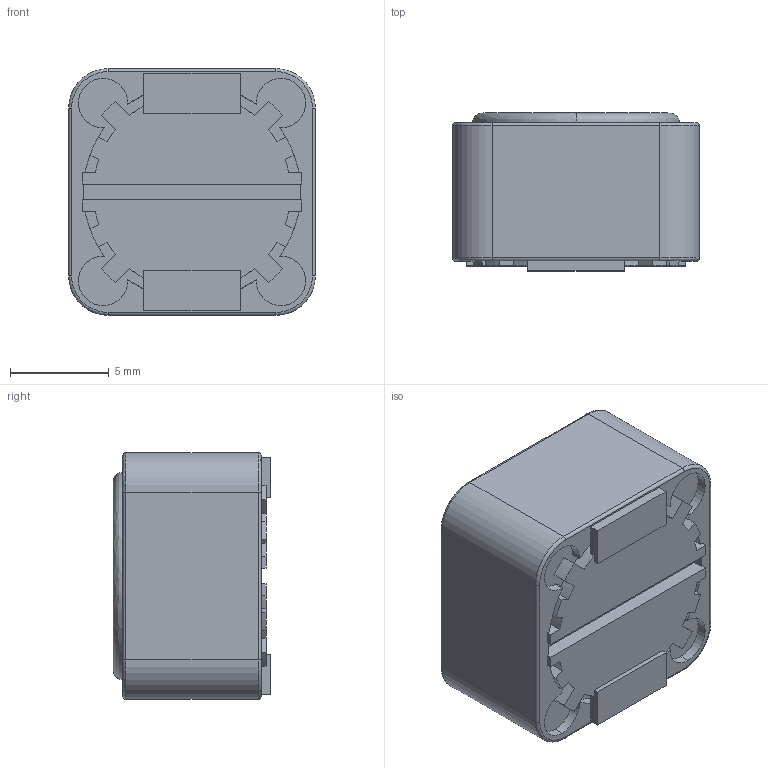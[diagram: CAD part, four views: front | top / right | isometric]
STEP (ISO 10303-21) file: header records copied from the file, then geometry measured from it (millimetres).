
FILE_DESCRIPTION (( 'STEP AP214' ), '1' );
FILE_NAME ('User Library-dr125.STEP', '2020-03-22T06:52:46', ( '' ), ( '' ), 'SwSTEP 2.0', 'SolidWorks 2019', '' );
FILE_SCHEMA (( 'AUTOMOTIVE_DESIGN' ));
Length unit declared in the file: millimetre
Products named in the file (1): User Library-dr125
Bounding box: 12.5 x 8 x 12.5 mm (x, y, z)
Volume: 961.6 mm3; surface area: 1238.4 mm2
Topology: 1 solids, 1 shells, 242 faces, 655 edges, 421 vertices
Faces by surface type: plane 102, cylinder 75, bspline 65
Entity records: 10078 total; most frequent: CARTESIAN_POINT 2517, ORIENTED_EDGE 1310, DIRECTION 1069, EDGE_CURVE 655, VERTEX_POINT 421, LINE 375, VECTOR 375, AXIS2_PLACEMENT_3D 347
